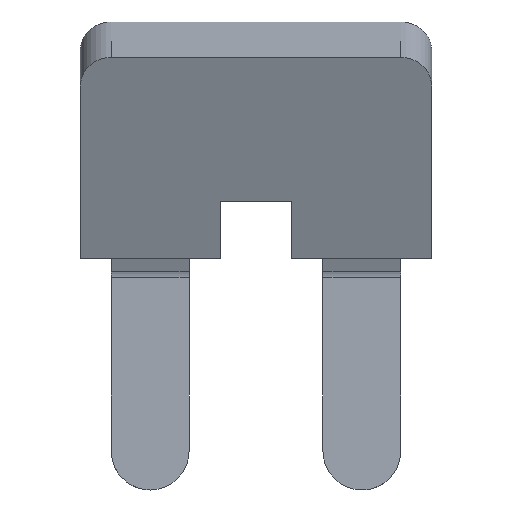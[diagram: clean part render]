
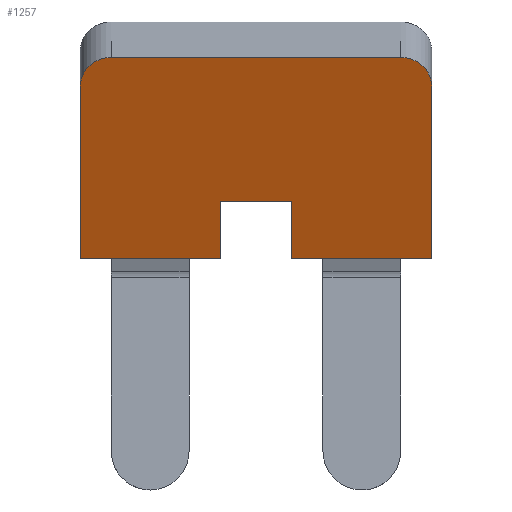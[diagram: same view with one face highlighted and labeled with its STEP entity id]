
A CAD part, front view. The second image highlights one B-rep face of the part: STEP entity #1257.
In plain terms, the highlighted planar face has unit normal (0, -0.925, -0.38).
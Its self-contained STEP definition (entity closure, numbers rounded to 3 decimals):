
#950=AXIS2_PLACEMENT_3D('Circle Axis2P3D',#948,#949,$) ;
#1167=AXIS2_PLACEMENT_3D('Circle Axis2P3D',#1165,#1166,$) ;
#1233=AXIS2_PLACEMENT_3D('Plane Axis2P3D',#1230,#1231,#1232) ;
#931=CARTESIAN_POINT('Vertex',(1.,0.,13.629)) ;
#945=CARTESIAN_POINT('Vertex',(0.,0.379,12.704)) ;
#948=CARTESIAN_POINT('Axis2P3D Location',(1.,0.379,12.704)) ;
#984=CARTESIAN_POINT('Vertex',(0.,2.656,7.153)) ;
#987=CARTESIAN_POINT('Line Origine',(0.,1.518,9.928)) ;
#1011=CARTESIAN_POINT('Vertex',(4.5,2.656,7.153)) ;
#1025=CARTESIAN_POINT('Vertex',(4.5,1.897,9.003)) ;
#1028=CARTESIAN_POINT('Line Origine',(4.5,2.277,8.078)) ;
#1057=CARTESIAN_POINT('Vertex',(6.8,1.897,9.003)) ;
#1060=CARTESIAN_POINT('Line Origine',(5.65,1.897,9.003)) ;
#1089=CARTESIAN_POINT('Vertex',(6.8,2.656,7.153)) ;
#1092=CARTESIAN_POINT('Line Origine',(6.8,2.277,8.078)) ;
#1116=CARTESIAN_POINT('Vertex',(11.3,2.656,7.153)) ;
#1130=CARTESIAN_POINT('Vertex',(11.3,0.379,12.704)) ;
#1133=CARTESIAN_POINT('Line Origine',(11.3,1.518,9.928)) ;
#1162=CARTESIAN_POINT('Vertex',(10.3,0.,13.629)) ;
#1165=CARTESIAN_POINT('Axis2P3D Location',(10.3,0.379,12.704)) ;
#1188=CARTESIAN_POINT('Line Origine',(5.65,0.,13.629)) ;
#1230=CARTESIAN_POINT('Axis2P3D Location',(5.65,2.998,6.32)) ;
#1235=CARTESIAN_POINT('Line Origine',(2.25,2.656,7.153)) ;
#1240=CARTESIAN_POINT('Line Origine',(9.05,2.656,7.153)) ;
#949=DIRECTION('Axis2P3D Direction',(0.,-0.925,-0.379)) ;
#988=DIRECTION('Vector Direction',(0.,0.379,-0.925)) ;
#1029=DIRECTION('Vector Direction',(0.,0.379,-0.925)) ;
#1061=DIRECTION('Vector Direction',(-1.,0.,0.)) ;
#1093=DIRECTION('Vector Direction',(0.,-0.379,0.925)) ;
#1134=DIRECTION('Vector Direction',(0.,-0.379,0.925)) ;
#1166=DIRECTION('Axis2P3D Direction',(0.,-0.925,-0.379)) ;
#1189=DIRECTION('Vector Direction',(1.,0.,0.)) ;
#1231=DIRECTION('Axis2P3D Direction',(0.,-0.925,-0.379)) ;
#1232=DIRECTION('Axis2P3D XDirection',(1.,0.,0.)) ;
#1236=DIRECTION('Vector Direction',(-1.,0.,0.)) ;
#1241=DIRECTION('Vector Direction',(-1.,0.,0.)) ;
#989=VECTOR('Line Direction',#988,1.) ;
#1030=VECTOR('Line Direction',#1029,1.) ;
#1062=VECTOR('Line Direction',#1061,1.) ;
#1094=VECTOR('Line Direction',#1093,1.) ;
#1135=VECTOR('Line Direction',#1134,1.) ;
#1190=VECTOR('Line Direction',#1189,1.) ;
#1237=VECTOR('Line Direction',#1236,1.) ;
#1242=VECTOR('Line Direction',#1241,1.) ;
#1246=ORIENTED_EDGE('',*,*,#952,.T.) ;
#1247=ORIENTED_EDGE('',*,*,#991,.T.) ;
#1248=ORIENTED_EDGE('',*,*,#1239,.T.) ;
#1249=ORIENTED_EDGE('',*,*,#1032,.T.) ;
#1250=ORIENTED_EDGE('',*,*,#1064,.T.) ;
#1251=ORIENTED_EDGE('',*,*,#1096,.T.) ;
#1252=ORIENTED_EDGE('',*,*,#1244,.T.) ;
#1253=ORIENTED_EDGE('',*,*,#1137,.T.) ;
#1254=ORIENTED_EDGE('',*,*,#1169,.T.) ;
#1255=ORIENTED_EDGE('',*,*,#1192,.T.) ;
#1257=ADVANCED_FACE('K\X2\00F6\X0\rper.4',(#1256),#1234,.T.) ;
#951=CIRCLE('generated circle',#950,1.) ;
#1168=CIRCLE('generated circle',#1167,1.) ;
#952=EDGE_CURVE('',#932,#946,#951,.T.) ;
#991=EDGE_CURVE('',#946,#985,#990,.T.) ;
#1032=EDGE_CURVE('',#1012,#1026,#1031,.F.) ;
#1064=EDGE_CURVE('',#1026,#1058,#1063,.F.) ;
#1096=EDGE_CURVE('',#1058,#1090,#1095,.F.) ;
#1137=EDGE_CURVE('',#1117,#1131,#1136,.T.) ;
#1169=EDGE_CURVE('',#1131,#1163,#1168,.T.) ;
#1192=EDGE_CURVE('',#1163,#932,#1191,.F.) ;
#1239=EDGE_CURVE('',#985,#1012,#1238,.F.) ;
#1244=EDGE_CURVE('',#1090,#1117,#1243,.F.) ;
#1245=EDGE_LOOP('',(#1246,#1247,#1248,#1249,#1250,#1251,#1252,#1253,#1254,#1255)) ;
#1256=FACE_OUTER_BOUND('',#1245,.T.) ;
#990=LINE('Line',#987,#989) ;
#1031=LINE('Line',#1028,#1030) ;
#1063=LINE('Line',#1060,#1062) ;
#1095=LINE('Line',#1092,#1094) ;
#1136=LINE('Line',#1133,#1135) ;
#1191=LINE('Line',#1188,#1190) ;
#1238=LINE('Line',#1235,#1237) ;
#1243=LINE('Line',#1240,#1242) ;
#1234=PLANE('',#1233) ;
#932=VERTEX_POINT('',#931) ;
#946=VERTEX_POINT('',#945) ;
#985=VERTEX_POINT('',#984) ;
#1012=VERTEX_POINT('',#1011) ;
#1026=VERTEX_POINT('',#1025) ;
#1058=VERTEX_POINT('',#1057) ;
#1090=VERTEX_POINT('',#1089) ;
#1117=VERTEX_POINT('',#1116) ;
#1131=VERTEX_POINT('',#1130) ;
#1163=VERTEX_POINT('',#1162) ;
